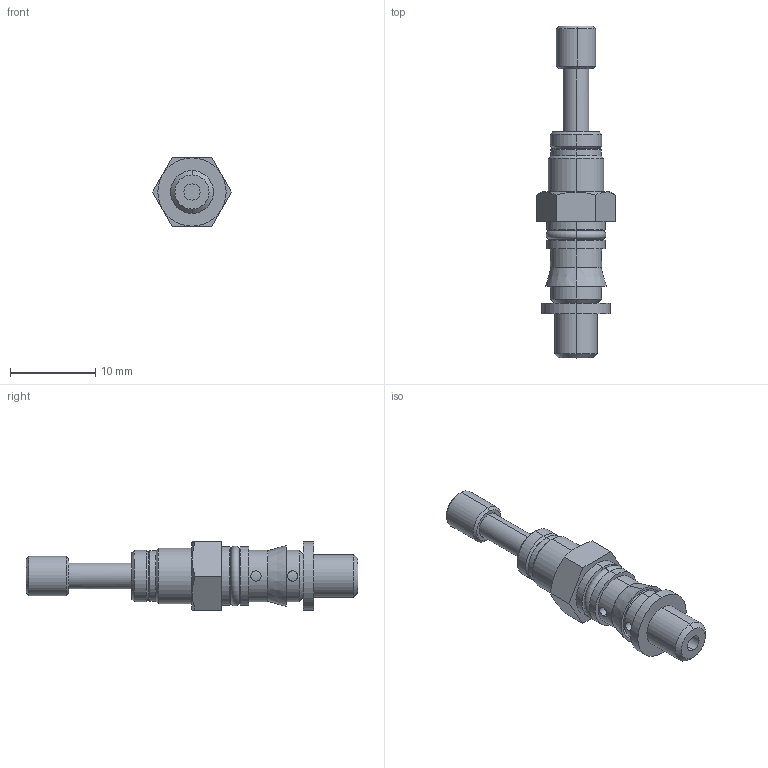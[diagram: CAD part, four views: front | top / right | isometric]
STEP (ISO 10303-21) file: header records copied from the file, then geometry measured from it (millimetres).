
FILE_DESCRIPTION (( 'STEP AP203' ), '1' );
FILE_NAME ('04060C00.STEP', '2010-04-27T06:28:31', ( '' ), ( 'sopra-pneumatic' ), 'SwSTEP 2.0', 'SolidWorks 2009', '' );
FILE_SCHEMA (( 'CONFIG_CONTROL_DESIGN' ));
Length unit declared in the file: millimetre
Products named in the file (1): 04060C00
Bounding box: 9.24 x 38.9 x 8 mm (x, y, z)
Volume: 965.2 mm3; surface area: 1048.7 mm2
Topology: 1 solids, 1 shells, 94 faces, 194 edges, 118 vertices
Faces by surface type: cylinder 38, cone 28, plane 20, torus 8
Entity records: 2719 total; most frequent: CARTESIAN_POINT 615, DIRECTION 456, ORIENTED_EDGE 388, EDGE_CURVE 194, AXIS2_PLACEMENT_3D 191, VERTEX_POINT 118, EDGE_LOOP 110, CIRCLE 96
